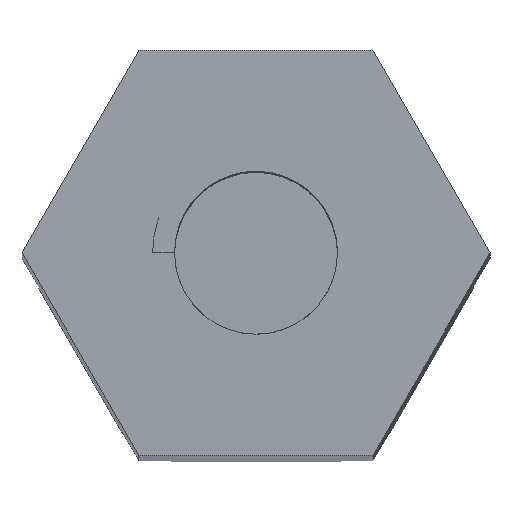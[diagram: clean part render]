
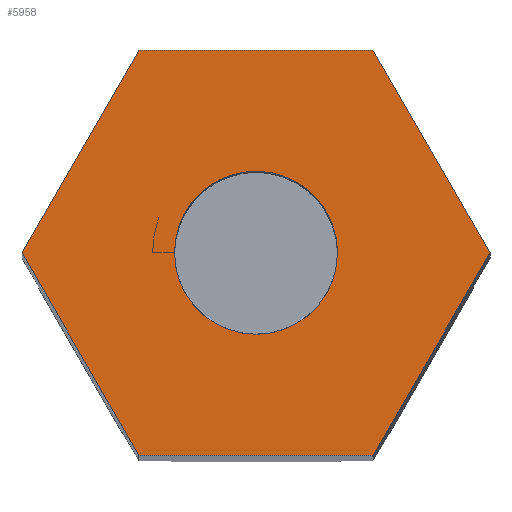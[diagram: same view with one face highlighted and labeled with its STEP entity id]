
A CAD part, top view. The second image highlights one B-rep face of the part: STEP entity #5958.
In plain terms, the highlighted planar face has unit normal (0, 0, 1).
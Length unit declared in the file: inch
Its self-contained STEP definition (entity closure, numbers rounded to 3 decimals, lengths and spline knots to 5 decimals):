
#120 = ORIENTED_EDGE ( 'NONE', *, *, #1359, .T. ) ;
#162 = VERTEX_POINT ( 'NONE', #3278 ) ;
#202 = VERTEX_POINT ( 'NONE', #7366 ) ;
#218 = EDGE_CURVE ( 'NONE', #2779, #5646, #714, .T. ) ;
#239 = ORIENTED_EDGE ( 'NONE', *, *, #218, .T. ) ;
#282 = CIRCLE ( 'NONE', #1767, 0.1005 ) ;
#500 = DIRECTION ( 'NONE',  ( 0., 0., 1. ) ) ;
#535 = VECTOR ( 'NONE', #5757, 39.37008 ) ;
#714 = LINE ( 'NONE', #3043, #5421 ) ;
#890 = EDGE_CURVE ( 'NONE', #1886, #2779, #6603, .T. ) ;
#1093 = DIRECTION ( 'NONE',  ( 1., 0., 0. ) ) ;
#1142 = ORIENTED_EDGE ( 'NONE', *, *, #5579, .T. ) ;
#1323 = DIRECTION ( 'NONE',  ( -1., 0., 0. ) ) ;
#1346 = CARTESIAN_POINT ( 'NONE',  ( -0.28868, 0., 2.298 ) ) ;
#1359 = EDGE_CURVE ( 'NONE', #162, #6998, #6807, .T. ) ;
#1386 = CARTESIAN_POINT ( 'NONE',  ( 0.14434, 0.25, 2.298 ) ) ;
#1690 = CARTESIAN_POINT ( 'NONE',  ( 0., 0., 2.298 ) ) ;
#1767 = AXIS2_PLACEMENT_3D ( 'NONE', #7447, #7518, #4385 ) ;
#1833 = DIRECTION ( 'NONE',  ( 1., 0., 0. ) ) ;
#1844 = DIRECTION ( 'NONE',  ( -0.5, 0.866, 0. ) ) ;
#1886 = VERTEX_POINT ( 'NONE', #1386 ) ;
#2024 = AXIS2_PLACEMENT_3D ( 'NONE', #2231, #5361, #1833 ) ;
#2194 = ORIENTED_EDGE ( 'NONE', *, *, #890, .T. ) ;
#2231 = CARTESIAN_POINT ( 'NONE',  ( 0., 0., 2.298 ) ) ;
#2430 = CARTESIAN_POINT ( 'NONE',  ( 0.28868, 0., 2.298 ) ) ;
#2459 = ORIENTED_EDGE ( 'NONE', *, *, #3897, .T. ) ;
#2779 = VERTEX_POINT ( 'NONE', #4044 ) ;
#2790 = FACE_OUTER_BOUND ( 'NONE', #4480, .T. ) ;
#2977 = CARTESIAN_POINT ( 'NONE',  ( 0.28868, 0., 2.298 ) ) ;
#3043 = CARTESIAN_POINT ( 'NONE',  ( -0.14434, 0.25, 2.298 ) ) ;
#3278 = CARTESIAN_POINT ( 'NONE',  ( -0.14434, -0.25, 2.298 ) ) ;
#3360 = CARTESIAN_POINT ( 'NONE',  ( -0.28868, 0., 2.298 ) ) ;
#3448 = EDGE_CURVE ( 'NONE', #6225, #202, #4006, .T. ) ;
#3484 = LINE ( 'NONE', #4030, #5390 ) ;
#3530 = ORIENTED_EDGE ( 'NONE', *, *, #3448, .F. ) ;
#3546 = VECTOR ( 'NONE', #5740, 39.37008 ) ;
#3609 = LINE ( 'NONE', #2977, #4214 ) ;
#3802 = LINE ( 'NONE', #3360, #535 ) ;
#3897 = EDGE_CURVE ( 'NONE', #6998, #4459, #3484, .T. ) ;
#4006 = CIRCLE ( 'NONE', #4513, 0.1005 ) ;
#4030 = CARTESIAN_POINT ( 'NONE',  ( 0.14434, -0.25, 2.298 ) ) ;
#4044 = CARTESIAN_POINT ( 'NONE',  ( -0.14434, 0.25, 2.298 ) ) ;
#4214 = VECTOR ( 'NONE', #1844, 39.37008 ) ;
#4252 = ORIENTED_EDGE ( 'NONE', *, *, #7156, .F. ) ;
#4321 = CARTESIAN_POINT ( 'NONE',  ( 0.14434, 0.25, 2.298 ) ) ;
#4385 = DIRECTION ( 'NONE',  ( 1., 0., 0. ) ) ;
#4459 = VERTEX_POINT ( 'NONE', #2430 ) ;
#4480 = EDGE_LOOP ( 'NONE', ( #120, #2459, #1142, #2194, #239, #7607 ) ) ;
#4513 = AXIS2_PLACEMENT_3D ( 'NONE', #1690, #500, #1093 ) ;
#5081 = EDGE_LOOP ( 'NONE', ( #4252, #3530 ) ) ;
#5173 = PLANE ( 'NONE',  #2024 ) ;
#5179 = VECTOR ( 'NONE', #1323, 39.37008 ) ;
#5361 = DIRECTION ( 'NONE',  ( 0., 0., 1. ) ) ;
#5390 = VECTOR ( 'NONE', #6423, 39.37008 ) ;
#5421 = VECTOR ( 'NONE', #5432, 39.37008 ) ;
#5432 = DIRECTION ( 'NONE',  ( -0.5, -0.866, 0. ) ) ;
#5579 = EDGE_CURVE ( 'NONE', #4459, #1886, #3609, .T. ) ;
#5595 = CARTESIAN_POINT ( 'NONE',  ( 0.1005, 0., 2.298 ) ) ;
#5646 = VERTEX_POINT ( 'NONE', #1346 ) ;
#5658 = CARTESIAN_POINT ( 'NONE',  ( -0.14434, -0.25, 2.298 ) ) ;
#5685 = CARTESIAN_POINT ( 'NONE',  ( 0.14434, -0.25, 2.298 ) ) ;
#5740 = DIRECTION ( 'NONE',  ( 1., 0., 0. ) ) ;
#5757 = DIRECTION ( 'NONE',  ( 0.5, -0.866, 0. ) ) ;
#5759 = FACE_BOUND ( 'NONE', #5081, .T. ) ;
#5958 = ADVANCED_FACE ( 'NONE', ( #5759, #2790 ), #5173, .T. ) ;
#6225 = VERTEX_POINT ( 'NONE', #5595 ) ;
#6423 = DIRECTION ( 'NONE',  ( 0.5, 0.866, 0. ) ) ;
#6603 = LINE ( 'NONE', #4321, #5179 ) ;
#6807 = LINE ( 'NONE', #5658, #3546 ) ;
#6998 = VERTEX_POINT ( 'NONE', #5685 ) ;
#7105 = EDGE_CURVE ( 'NONE', #5646, #162, #3802, .T. ) ;
#7156 = EDGE_CURVE ( 'NONE', #202, #6225, #282, .T. ) ;
#7366 = CARTESIAN_POINT ( 'NONE',  ( -0.1005, 0., 2.298 ) ) ;
#7447 = CARTESIAN_POINT ( 'NONE',  ( 0., 0., 2.298 ) ) ;
#7518 = DIRECTION ( 'NONE',  ( 0., 0., 1. ) ) ;
#7607 = ORIENTED_EDGE ( 'NONE', *, *, #7105, .T. ) ;
